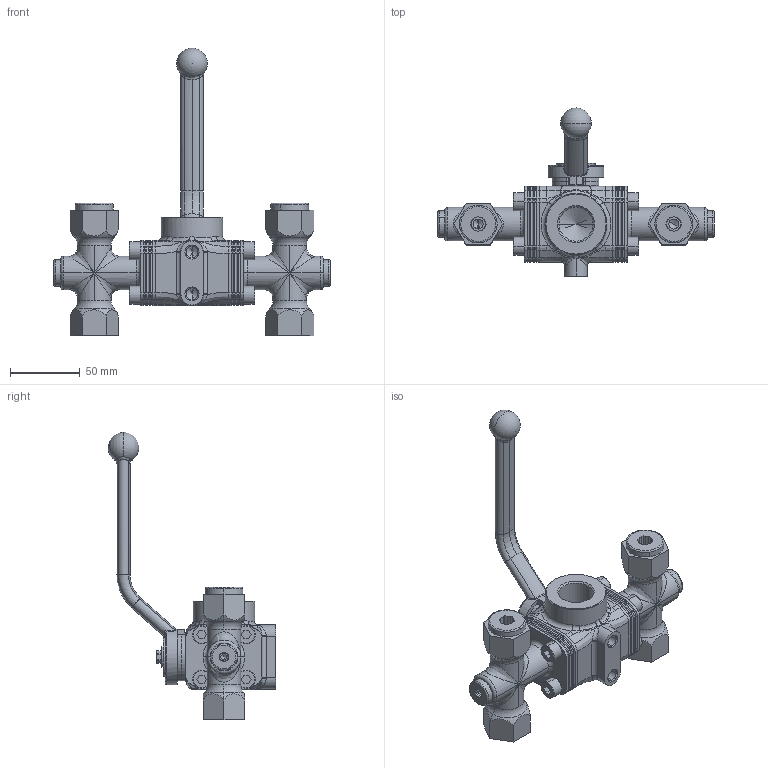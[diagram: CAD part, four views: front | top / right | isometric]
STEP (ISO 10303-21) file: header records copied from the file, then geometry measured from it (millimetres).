
FILE_DESCRIPTION (( 'STEP AP214' ), '1' );
FILE_NAME ('2700B01GFA0115FF2015M4541-Dummy.STEP', '2016-02-17T10:44:07', ( '' ), ( '' ), 'SwSTEP 2.0', 'SolidWorks 2014', '' );
FILE_SCHEMA (( 'AUTOMOTIVE_DESIGN' ));
Length unit declared in the file: millimetre
Products named in the file (3): 2700B01GFA0115FF2015M4541-Hebel; 2700B01GFA0115FF2015M4541-Basis; 2700B01GFA0115FF2015M4541-Dummy
Assembly tree (2 placements, depth 2):
  2700B01GFA0115FF2015M4541-Dummy
    2700B01GFA0115FF2015M4541-Basis
    2700B01GFA0115FF2015M4541-Hebel
Bounding box: 198 x 120.2 x 206 mm (x, y, z)
Volume: 369567.7 mm3; surface area: 104216 mm2
Topology: 22 solids, 22 shells, 1432 faces, 3457 edges, 2106 vertices
Faces by surface type: plane 548, cylinder 339, bspline 241, torus 174, cone 126, sphere 4
Entity records: 71813 total; most frequent: CARTESIAN_POINT 23715, ORIENTED_EDGE 6766, DIRECTION 6425, EDGE_CURVE 3383, AXIS2_PLACEMENT_3D 2353, VERTEX_POINT 2102, LINE 1719, VECTOR 1719
